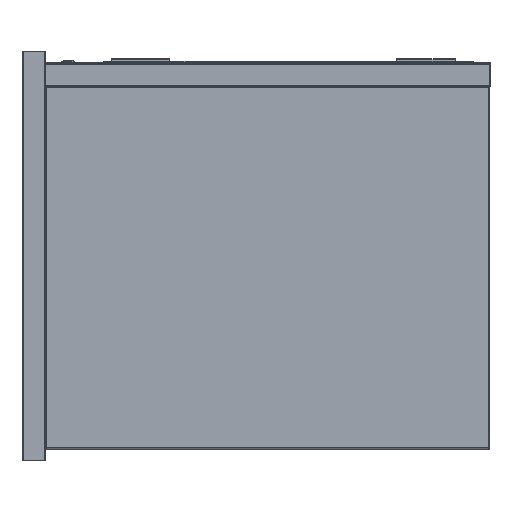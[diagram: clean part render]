
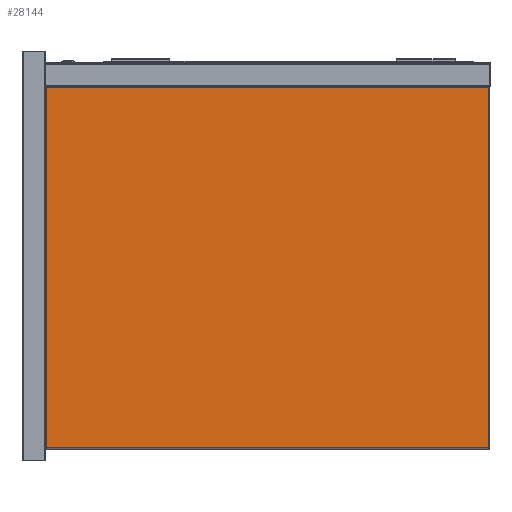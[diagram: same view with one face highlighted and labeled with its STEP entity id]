
A CAD part, left-side view. The second image highlights one B-rep face of the part: STEP entity #28144.
In plain terms, the highlighted planar face has unit normal (-1, 0, 0).
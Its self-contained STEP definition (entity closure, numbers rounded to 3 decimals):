
#1111 = EDGE_CURVE ( 'NONE', #10283, #5108, #19271, .T. ) ;
#1329 = DIRECTION ( 'NONE',  ( -1., 0., 0. ) ) ;
#1711 = FACE_OUTER_BOUND ( 'NONE', #14671, .T. ) ;
#2416 = VECTOR ( 'NONE', #29515, 1000. ) ;
#4415 = DIRECTION ( 'NONE',  ( 0., 1., 0. ) ) ;
#5097 = CARTESIAN_POINT ( 'NONE',  ( -700., 378., -658. ) ) ;
#5108 = VERTEX_POINT ( 'NONE', #20335 ) ;
#5224 = ORIENTED_EDGE ( 'NONE', *, *, #1111, .T. ) ;
#6280 = LINE ( 'NONE', #36612, #23200 ) ;
#8009 = LINE ( 'NONE', #23465, #2416 ) ;
#9813 = ORIENTED_EDGE ( 'NONE', *, *, #31890, .T. ) ;
#10283 = VERTEX_POINT ( 'NONE', #29392 ) ;
#10892 = CARTESIAN_POINT ( 'NONE',  ( -700., -380., -660. ) ) ;
#14671 = EDGE_LOOP ( 'NONE', ( #9813, #5224, #34900, #37877 ) ) ;
#16215 = CARTESIAN_POINT ( 'NONE',  ( -700., 378., -660. ) ) ;
#16409 = LINE ( 'NONE', #16215, #35921 ) ;
#18610 = VERTEX_POINT ( 'NONE', #20941 ) ;
#19271 = LINE ( 'NONE', #27506, #19718 ) ;
#19718 = VECTOR ( 'NONE', #4415, 1000. ) ;
#20335 = CARTESIAN_POINT ( 'NONE',  ( -700., 378., -42. ) ) ;
#20941 = CARTESIAN_POINT ( 'NONE',  ( -700., -378., -658. ) ) ;
#22292 = EDGE_CURVE ( 'NONE', #36527, #18610, #6280, .T. ) ;
#23200 = VECTOR ( 'NONE', #30124, 1000. ) ;
#23465 = CARTESIAN_POINT ( 'NONE',  ( -700., -378., -660. ) ) ;
#27506 = CARTESIAN_POINT ( 'NONE',  ( -700., 380., -42. ) ) ;
#28144 = ADVANCED_FACE ( 'Fl�che7', ( #1711 ), #34588, .T. ) ;
#28156 = DIRECTION ( 'NONE',  ( 0., 0., -1. ) ) ;
#29141 = AXIS2_PLACEMENT_3D ( 'NONE', #10892, #1329, #34208 ) ;
#29392 = CARTESIAN_POINT ( 'NONE',  ( -700., -378., -42. ) ) ;
#29515 = DIRECTION ( 'NONE',  ( 0., 0., 1. ) ) ;
#30124 = DIRECTION ( 'NONE',  ( 0., -1., 0. ) ) ;
#31890 = EDGE_CURVE ( 'NONE', #18610, #10283, #8009, .T. ) ;
#34208 = DIRECTION ( 'NONE',  ( 0., 0., 1. ) ) ;
#34588 = PLANE ( 'NONE',  #29141 ) ;
#34900 = ORIENTED_EDGE ( 'NONE', *, *, #38025, .T. ) ;
#35921 = VECTOR ( 'NONE', #28156, 1000. ) ;
#36527 = VERTEX_POINT ( 'NONE', #5097 ) ;
#36612 = CARTESIAN_POINT ( 'NONE',  ( -700., -380., -658. ) ) ;
#37877 = ORIENTED_EDGE ( 'NONE', *, *, #22292, .T. ) ;
#38025 = EDGE_CURVE ( 'NONE', #5108, #36527, #16409, .T. ) ;
